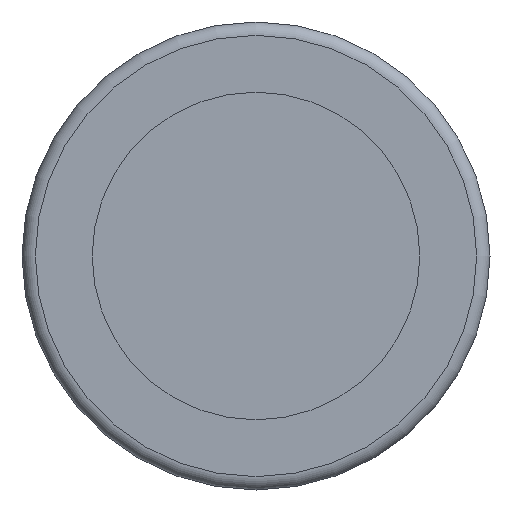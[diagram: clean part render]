
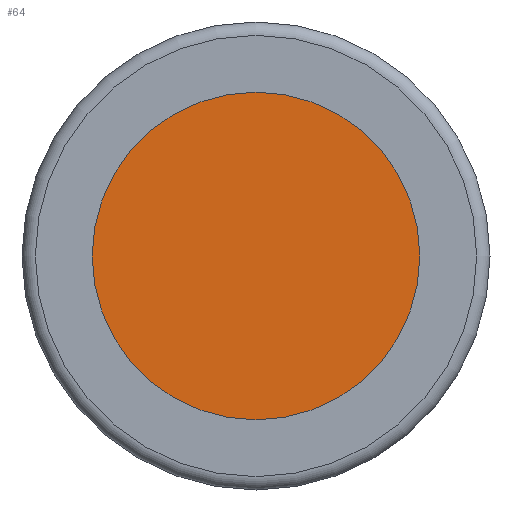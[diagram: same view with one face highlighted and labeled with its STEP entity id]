
A CAD part, front view. The second image highlights one B-rep face of the part: STEP entity #64.
In plain terms, the highlighted planar face has unit normal (0, -1, 0).
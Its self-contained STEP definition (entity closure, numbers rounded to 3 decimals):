
#64 = ADVANCED_FACE( '', ( #133 ), #134, .F. );
#133 = FACE_OUTER_BOUND( '', #194, .T. );
#134 = PLANE( '', #195 );
#194 = EDGE_LOOP( '', ( #275 ) );
#195 = AXIS2_PLACEMENT_3D( '', #276, #277, #278 );
#275 = ORIENTED_EDGE( '', *, *, #291, .T. );
#276 = CARTESIAN_POINT( '', ( -3.5, 0.6, 0. ) );
#277 = DIRECTION( '', ( 0., 1., 0. ) );
#278 = DIRECTION( '', ( 0., 0., 1. ) );
#291 = EDGE_CURVE( '', #323, #323, #324, .T. );
#323 = VERTEX_POINT( '', #361 );
#324 = CIRCLE( '', #362, 3.5 );
#361 = CARTESIAN_POINT( '', ( 0., 0.6, -3.5 ) );
#362 = AXIS2_PLACEMENT_3D( '', #400, #401, #402 );
#400 = CARTESIAN_POINT( '', ( 0., 0.6, 0. ) );
#401 = DIRECTION( '', ( 0., -1., 0. ) );
#402 = DIRECTION( '', ( 0., 0., -1. ) );
